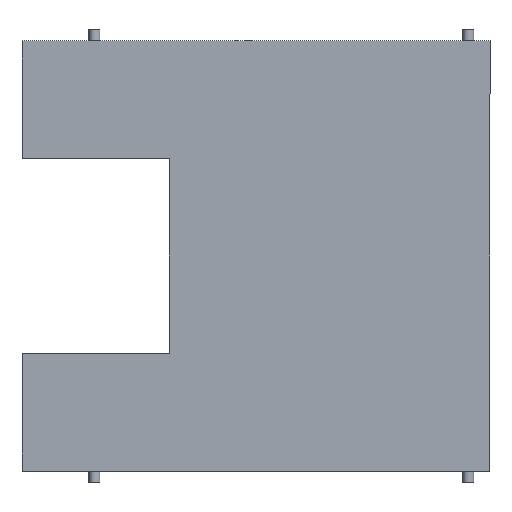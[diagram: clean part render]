
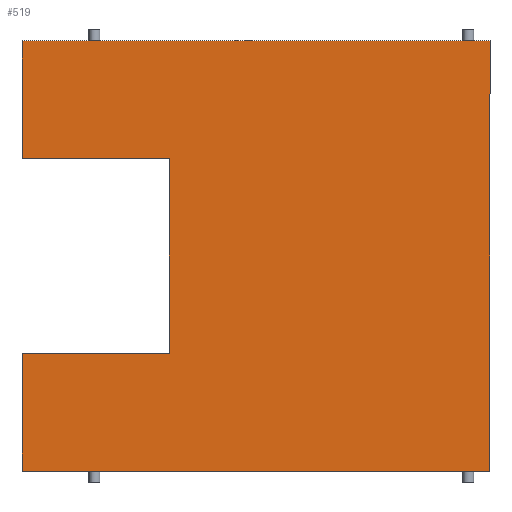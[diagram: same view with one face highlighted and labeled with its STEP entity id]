
A CAD part, front view. The second image highlights one B-rep face of the part: STEP entity #519.
In plain terms, the highlighted planar face has unit normal (0, -1, 0).
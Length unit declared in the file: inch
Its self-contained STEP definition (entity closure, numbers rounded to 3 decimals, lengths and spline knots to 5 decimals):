
#7 = VECTOR ( 'NONE', #8, 39.37008 ) ;
#8 = DIRECTION ( 'NONE',  ( -1., 0., 0. ) ) ;
#13 = EDGE_CURVE ( 'NONE', #449, #556, #163, .T. ) ;
#29 = CARTESIAN_POINT ( 'NONE',  ( -10.55, 0., 0. ) ) ;
#34 = VERTEX_POINT ( 'NONE', #424 ) ;
#41 = CARTESIAN_POINT ( 'NONE',  ( -10.55, 0., 2.66 ) ) ;
#52 = AXIS2_PLACEMENT_3D ( 'NONE', #285, #517, #244 ) ;
#57 = DIRECTION ( 'NONE',  ( -1., 0., 0. ) ) ;
#60 = CARTESIAN_POINT ( 'NONE',  ( -7.23, 0., 2.66 ) ) ;
#78 = EDGE_CURVE ( 'NONE', #291, #133, #95, .T. ) ;
#83 = ORIENTED_EDGE ( 'NONE', *, *, #78, .T. ) ;
#88 = CARTESIAN_POINT ( 'NONE',  ( -10.55, 0., 0. ) ) ;
#89 = ORIENTED_EDGE ( 'NONE', *, *, #499, .T. ) ;
#95 = LINE ( 'NONE', #309, #115 ) ;
#115 = VECTOR ( 'NONE', #378, 39.37008 ) ;
#121 = LINE ( 'NONE', #393, #659 ) ;
#125 = EDGE_CURVE ( 'NONE', #291, #449, #121, .T. ) ;
#133 = VERTEX_POINT ( 'NONE', #395 ) ;
#144 = LINE ( 'NONE', #306, #631 ) ;
#145 = ORIENTED_EDGE ( 'NONE', *, *, #431, .T. ) ;
#153 = VECTOR ( 'NONE', #588, 39.37008 ) ;
#155 = CARTESIAN_POINT ( 'NONE',  ( -7.23, 0., 2.66 ) ) ;
#160 = CARTESIAN_POINT ( 'NONE',  ( -10.55, 0., 0. ) ) ;
#163 = LINE ( 'NONE', #160, #365 ) ;
#176 = EDGE_CURVE ( 'NONE', #34, #677, #643, .T. ) ;
#179 = ORIENTED_EDGE ( 'NONE', *, *, #270, .T. ) ;
#224 = LINE ( 'NONE', #600, #7 ) ;
#244 = DIRECTION ( 'NONE',  ( 0., 0., 1. ) ) ;
#251 = DIRECTION ( 'NONE',  ( -1., 0., 0. ) ) ;
#270 = EDGE_CURVE ( 'NONE', #133, #482, #224, .T. ) ;
#280 = EDGE_LOOP ( 'NONE', ( #453, #145, #400, #347, #83, #179, #536, #89 ) ) ;
#285 = CARTESIAN_POINT ( 'NONE',  ( 0., 0., 0. ) ) ;
#291 = VERTEX_POINT ( 'NONE', #649 ) ;
#306 = CARTESIAN_POINT ( 'NONE',  ( -10.55, 0., 7.04 ) ) ;
#309 = CARTESIAN_POINT ( 'NONE',  ( 0., 0., 0. ) ) ;
#336 = DIRECTION ( 'NONE',  ( 0., 0., -1. ) ) ;
#340 = PLANE ( 'NONE',  #52 ) ;
#347 = ORIENTED_EDGE ( 'NONE', *, *, #125, .F. ) ;
#365 = VECTOR ( 'NONE', #683, 39.37008 ) ;
#378 = DIRECTION ( 'NONE',  ( 0., 0., 1. ) ) ;
#393 = CARTESIAN_POINT ( 'NONE',  ( 0., 0., 0. ) ) ;
#395 = CARTESIAN_POINT ( 'NONE',  ( 0., 0., 9.7 ) ) ;
#400 = ORIENTED_EDGE ( 'NONE', *, *, #13, .F. ) ;
#402 = CARTESIAN_POINT ( 'NONE',  ( -10.55, 0., 2.66 ) ) ;
#415 = LINE ( 'NONE', #29, #153 ) ;
#424 = CARTESIAN_POINT ( 'NONE',  ( -7.23, 0., 7.04 ) ) ;
#425 = EDGE_CURVE ( 'NONE', #553, #482, #415, .T. ) ;
#431 = EDGE_CURVE ( 'NONE', #677, #556, #627, .T. ) ;
#449 = VERTEX_POINT ( 'NONE', #88 ) ;
#453 = ORIENTED_EDGE ( 'NONE', *, *, #176, .T. ) ;
#466 = CARTESIAN_POINT ( 'NONE',  ( -10.55, 0., 9.7 ) ) ;
#469 = VECTOR ( 'NONE', #251, 39.37008 ) ;
#482 = VERTEX_POINT ( 'NONE', #466 ) ;
#499 = EDGE_CURVE ( 'NONE', #553, #34, #144, .T. ) ;
#517 = DIRECTION ( 'NONE',  ( 0., 1., 0. ) ) ;
#519 = ADVANCED_FACE ( 'NONE', ( #610 ), #340, .F. ) ;
#524 = VECTOR ( 'NONE', #336, 39.37008 ) ;
#525 = DIRECTION ( 'NONE',  ( 1., 0., 0. ) ) ;
#536 = ORIENTED_EDGE ( 'NONE', *, *, #425, .F. ) ;
#553 = VERTEX_POINT ( 'NONE', #660 ) ;
#556 = VERTEX_POINT ( 'NONE', #402 ) ;
#588 = DIRECTION ( 'NONE',  ( 0., 0., 1. ) ) ;
#600 = CARTESIAN_POINT ( 'NONE',  ( 0., 0., 9.7 ) ) ;
#610 = FACE_OUTER_BOUND ( 'NONE', #280, .T. ) ;
#627 = LINE ( 'NONE', #41, #469 ) ;
#631 = VECTOR ( 'NONE', #525, 39.37008 ) ;
#643 = LINE ( 'NONE', #60, #524 ) ;
#649 = CARTESIAN_POINT ( 'NONE',  ( 0., 0., 0. ) ) ;
#659 = VECTOR ( 'NONE', #57, 39.37008 ) ;
#660 = CARTESIAN_POINT ( 'NONE',  ( -10.55, 0., 7.04 ) ) ;
#677 = VERTEX_POINT ( 'NONE', #155 ) ;
#683 = DIRECTION ( 'NONE',  ( 0., 0., 1. ) ) ;
